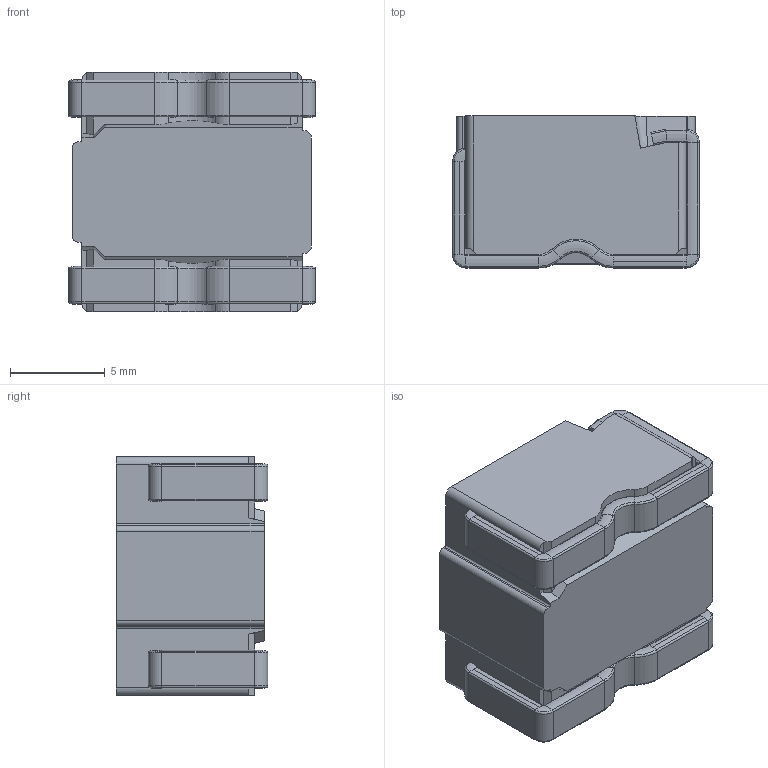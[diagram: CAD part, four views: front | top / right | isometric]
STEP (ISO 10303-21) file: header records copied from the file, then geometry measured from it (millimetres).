
FILE_DESCRIPTION (( 'STEP AP214' ), '1' );
FILE_NAME ('ETQP8MR68JFA.STEP', '2024-01-15T00:33:40', ( '' ), ( '' ), 'SwSTEP 2.0', 'SolidWorks 2022', '' );
FILE_SCHEMA (( 'AUTOMOTIVE_DESIGN' ));
Length unit declared in the file: millimetre
Products named in the file (1): ETQP8MR68JFA
Bounding box: 13 x 8 x 12.6 mm (x, y, z)
Volume: 1193.7 mm3; surface area: 955.7 mm2
Topology: 3 solids, 3 shells, 270 faces, 618 edges, 338 vertices
Faces by surface type: cylinder 120, torus 84, plane 64, bspline 2
Entity records: 10464 total; most frequent: DIRECTION 1404, CARTESIAN_POINT 1389, ORIENTED_EDGE 1204, EDGE_CURVE 602, AXIS2_PLACEMENT_3D 567, VERTEX_POINT 338, CIRCLE 298, UNCERTAINTY_MEASURE_WITH_UNIT 275
